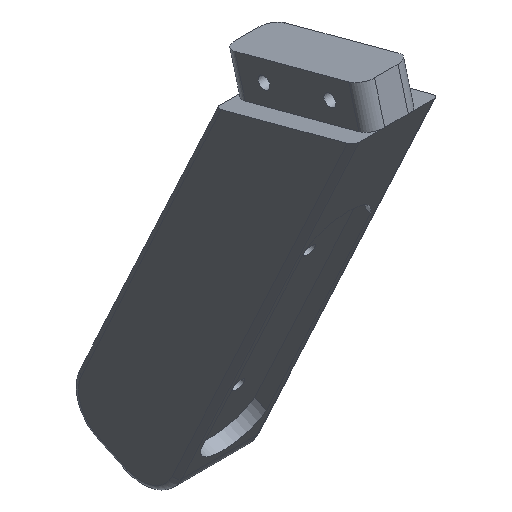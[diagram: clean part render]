
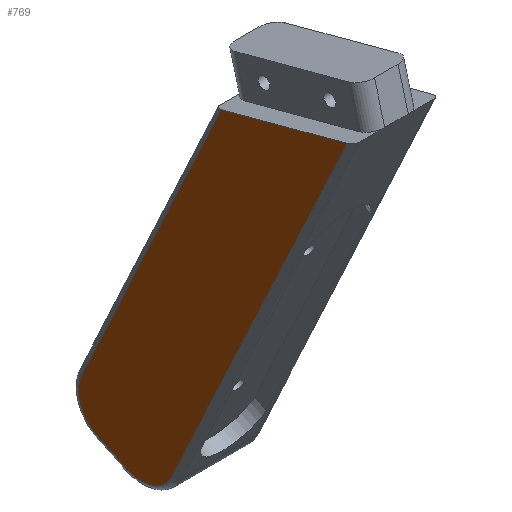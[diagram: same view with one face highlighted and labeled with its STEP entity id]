
A CAD part, isometric view. The second image highlights one B-rep face of the part: STEP entity #769.
In plain terms, the highlighted planar face has unit normal (-1, 0, 0).
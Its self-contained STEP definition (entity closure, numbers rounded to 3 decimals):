
#43=PLANE('',#871);
#85=FACE_OUTER_BOUND('',#135,.T.);
#135=EDGE_LOOP('',(#625,#626,#627,#628,#629,#630));
#180=LINE('',#1233,#240);
#181=LINE('',#1244,#241);
#183=LINE('',#1256,#243);
#203=LINE('',#1321,#263);
#240=VECTOR('',#986,10.);
#241=VECTOR('',#999,10.);
#243=VECTOR('',#1013,10.);
#263=VECTOR('',#1083,10.);
#299=CIRCLE('',#837,13.);
#303=CIRCLE('',#843,13.);
#349=VERTEX_POINT('',#1226);
#352=VERTEX_POINT('',#1231);
#354=VERTEX_POINT('',#1236);
#356=VERTEX_POINT('',#1242);
#358=VERTEX_POINT('',#1248);
#360=VERTEX_POINT('',#1254);
#430=EDGE_CURVE('',#352,#349,#180,.T.);
#432=EDGE_CURVE('',#354,#352,#299,.T.);
#435=EDGE_CURVE('',#356,#354,#181,.T.);
#438=EDGE_CURVE('',#358,#356,#303,.T.);
#441=EDGE_CURVE('',#360,#358,#183,.T.);
#475=EDGE_CURVE('',#360,#349,#203,.T.);
#625=ORIENTED_EDGE('',*,*,#441,.F.);
#626=ORIENTED_EDGE('',*,*,#475,.T.);
#627=ORIENTED_EDGE('',*,*,#430,.F.);
#628=ORIENTED_EDGE('',*,*,#432,.F.);
#629=ORIENTED_EDGE('',*,*,#435,.F.);
#630=ORIENTED_EDGE('',*,*,#438,.F.);
#769=ADVANCED_FACE('',(#85),#43,.T.);
#837=AXIS2_PLACEMENT_3D('',#1238,#991,#992);
#843=AXIS2_PLACEMENT_3D('',#1250,#1005,#1006);
#871=AXIS2_PLACEMENT_3D('',#1320,#1081,#1082);
#986=DIRECTION('',(0.,-0.423,0.906));
#991=DIRECTION('center_axis',(1.,0.,0.));
#992=DIRECTION('ref_axis',(0.,0.94,-0.342));
#999=DIRECTION('',(0.,0.906,0.423));
#1005=DIRECTION('center_axis',(1.,0.,0.));
#1006=DIRECTION('ref_axis',(0.,-0.342,-0.94));
#1013=DIRECTION('',(0.,0.423,-0.906));
#1081=DIRECTION('center_axis',(-1.,0.,0.));
#1082=DIRECTION('ref_axis',(0.,0.,1.));
#1083=DIRECTION('',(0.,0.966,-0.259));
#1226=CARTESIAN_POINT('',(-16.25,49.77,-4.892));
#1231=CARTESIAN_POINT('',(-16.25,103.158,-119.381));
#1233=CARTESIAN_POINT('',(-16.25,61.091,-29.168));
#1236=CARTESIAN_POINT('',(-16.25,96.87,-136.657));
#1238=CARTESIAN_POINT('Origin',(-16.25,91.376,-124.875));
#1242=CARTESIAN_POINT('',(-16.25,85.874,-141.785));
#1244=CARTESIAN_POINT('',(-16.25,99.213,-135.565));
#1248=CARTESIAN_POINT('',(-16.25,68.598,-135.497));
#1250=CARTESIAN_POINT('Origin',(-16.25,80.38,-130.003));
#1254=CARTESIAN_POINT('',(-16.25,1.688,7.991));
#1256=CARTESIAN_POINT('',(-16.25,51.813,-99.502));
#1320=CARTESIAN_POINT('Origin',(-16.25,51.012,-61.572));
#1321=CARTESIAN_POINT('',(-16.25,-0.834,8.667));
